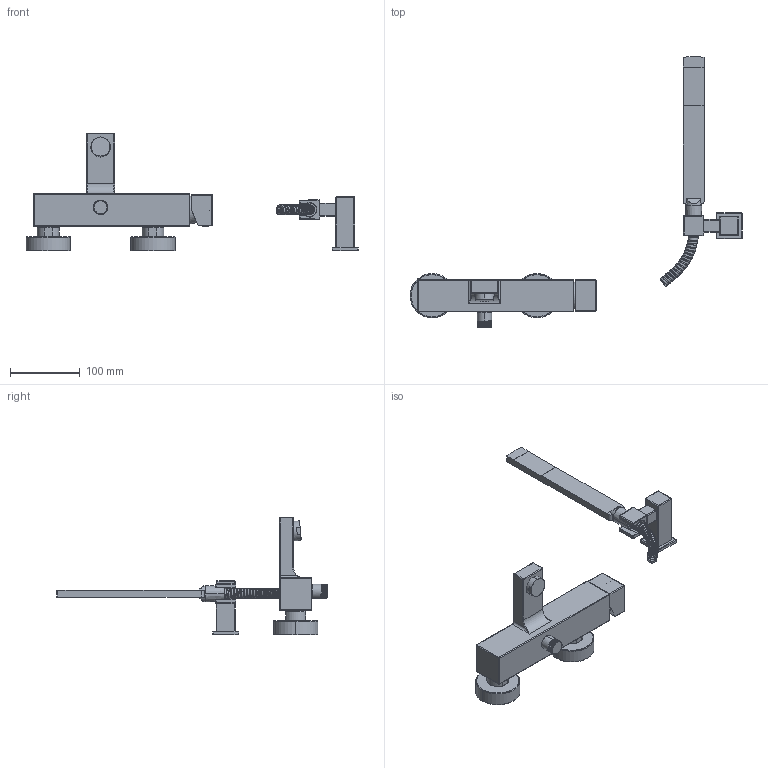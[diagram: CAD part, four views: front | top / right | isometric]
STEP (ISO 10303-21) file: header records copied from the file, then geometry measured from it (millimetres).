
FILE_DESCRIPTION((''),'2;1');
FILE_NAME('EL023CR','2021-01-18T14:22:11',('ut3'),('PAFFONI SpA'),'CREO PARAMETRIC BY PTC INC, 2020044','CREO PARAMETRIC BY PTC INC, 2020044','');
FILE_SCHEMA(('CONFIG_CONTROL_DESIGN','SHAPE_APPEARANCE_LAYERS_GROUPS'));
Products named in the file (1): EL023CR
Bounding box: 475.25 x 387.39 x 168.25 mm (x, y, z)
Volume: 785929.8 mm3; surface area: 163748.7 mm2
Topology: 4 solids, 4 shells, 380 faces, 859 edges, 509 vertices
Faces by surface type: cylinder 129, plane 100, bspline 58, sphere 34, torus 31, cone 28
Entity records: 42764 total; most frequent: CARTESIAN_POINT 31837, ORIENTED_EDGE 1708, DIRECTION 1679, EDGE_CURVE 854, AXIS2_PLACEMENT_3D 664, VERTEX_POINT 508, EDGE_LOOP 402, FILL_AREA_STYLE_COLOUR 385
